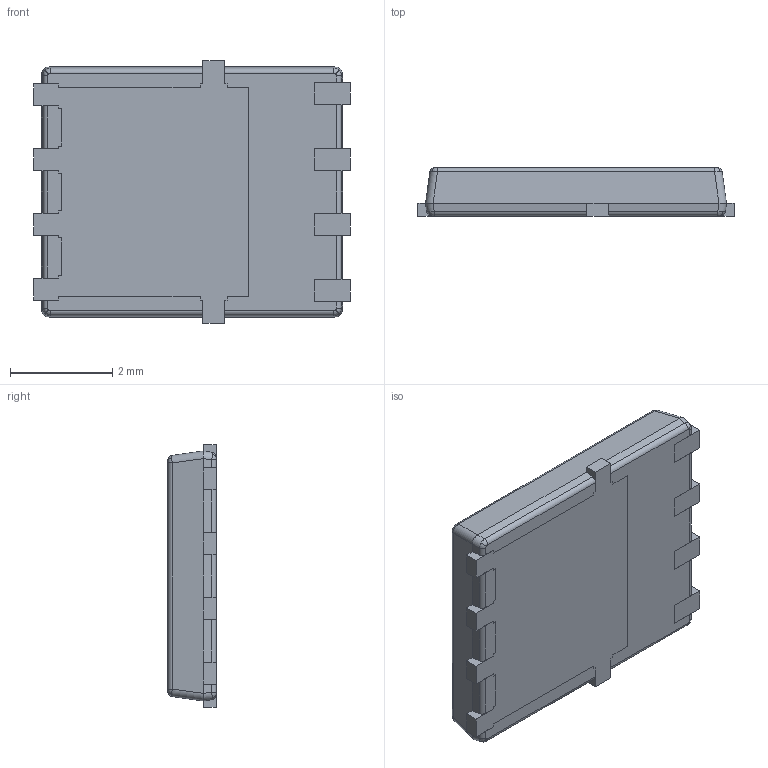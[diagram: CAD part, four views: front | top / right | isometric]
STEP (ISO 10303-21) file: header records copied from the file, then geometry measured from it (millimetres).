
FILE_DESCRIPTION (( 'STEP AP214' ), '1' );
FILE_NAME ('FlatPAK 5x6 Single Pad.STEP', '2017-12-20T06:42:59', ( 'Vishay' ), ( '' ), 'SwSTEP 2.0', 'SolidWorks 2016', '' );
FILE_SCHEMA (( 'AUTOMOTIVE_DESIGN' ));
Length unit declared in the file: millimetre
Products named in the file (1): FlatPAK 5x6 Single Pad
Bounding box: 6.2 x 0.95 x 5.15 mm (x, y, z)
Volume: 26.8 mm3; surface area: 76.2 mm2
Topology: 1 solids, 1 shells, 146 faces, 388 edges, 244 vertices
Faces by surface type: plane 104, cylinder 26, bspline 16
Entity records: 5307 total; most frequent: CARTESIAN_POINT 1063, ORIENTED_EDGE 776, DIRECTION 658, EDGE_CURVE 388, LINE 308, VECTOR 308, VERTEX_POINT 244, AXIS2_PLACEMENT_3D 175
